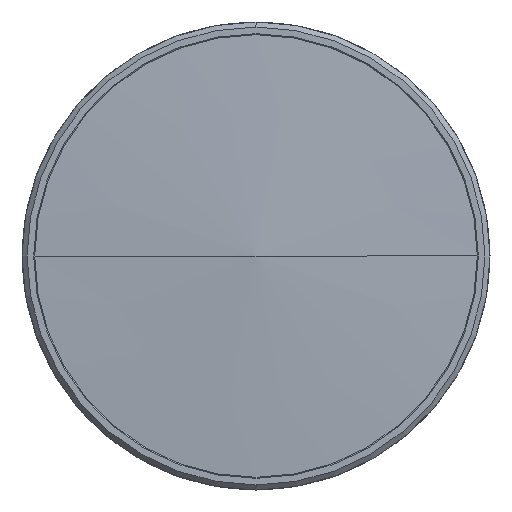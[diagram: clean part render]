
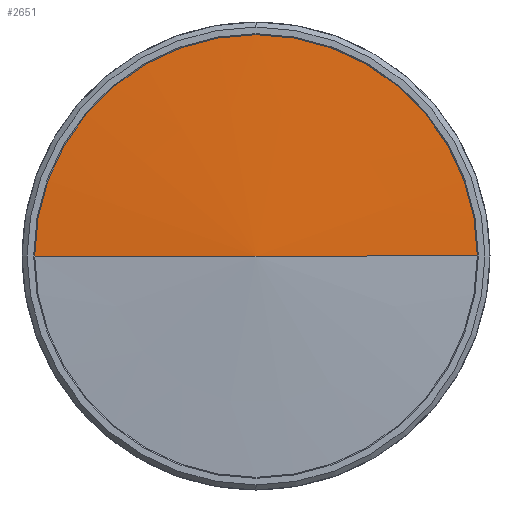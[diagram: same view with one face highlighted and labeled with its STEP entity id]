
A CAD part, left-side view. The second image highlights one B-rep face of the part: STEP entity #2651.
In plain terms, the highlighted conical face has half-angle 86.999 degrees and reference radius 19076 mm.
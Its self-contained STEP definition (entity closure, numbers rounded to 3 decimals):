
#219 = FACE_OUTER_BOUND ( 'NONE', #5904, .T. ) ;
#226 = VECTOR ( 'NONE', #2103, 1000. ) ;
#248 = CARTESIAN_POINT ( 'NONE',  ( 5.701, 0., 0. ) ) ;
#351 = AXIS2_PLACEMENT_3D ( 'NONE', #6680, #3393, #6161 ) ;
#848 = EDGE_CURVE ( 'NONE', #3616, #7177, #6649, .T. ) ;
#906 = DIRECTION ( 'NONE',  ( 0.052, 0.999, 0. ) ) ;
#935 = ORIENTED_EDGE ( 'NONE', *, *, #3033, .F. ) ;
#1072 = CARTESIAN_POINT ( 'NONE',  ( 0., 0., 0. ) ) ;
#1276 = LINE ( 'NONE', #1072, #226 ) ;
#1648 = CARTESIAN_POINT ( 'NONE',  ( 0., 0., 0. ) ) ;
#1853 = CARTESIAN_POINT ( 'NONE',  ( 5.701, 0., 108.75 ) ) ;
#1868 = CONICAL_SURFACE ( 'NONE', #2109, 19075.984, 1.518 ) ;
#2056 = ORIENTED_EDGE ( 'NONE', *, *, #4273, .T. ) ;
#2103 = DIRECTION ( 'NONE',  ( 0.052, -0.999, 0. ) ) ;
#2109 = AXIS2_PLACEMENT_3D ( 'NONE', #5709, #4000, #4549 ) ;
#2508 = VERTEX_POINT ( 'NONE', #7211 ) ;
#2651 = ADVANCED_FACE ( 'NONE', ( #219 ), #1868, .T. ) ;
#2975 = CIRCLE ( 'NONE', #351, 108.75 ) ;
#3006 = CARTESIAN_POINT ( 'NONE',  ( 0., 0., 0. ) ) ;
#3033 = EDGE_CURVE ( 'NONE', #7177, #2508, #2975, .T. ) ;
#3070 = DIRECTION ( 'NONE',  ( 1., 0., 0. ) ) ;
#3393 = DIRECTION ( 'NONE',  ( 1., 0., 0. ) ) ;
#3616 = VERTEX_POINT ( 'NONE', #3874 ) ;
#3874 = CARTESIAN_POINT ( 'NONE',  ( 5.701, 108.75, 0. ) ) ;
#3971 = AXIS2_PLACEMENT_3D ( 'NONE', #248, #3070, #5233 ) ;
#4000 = DIRECTION ( 'NONE',  ( 1., 0., 0. ) ) ;
#4112 = EDGE_CURVE ( 'NONE', #5795, #3616, #5162, .T. ) ;
#4273 = EDGE_CURVE ( 'NONE', #5795, #2508, #1276, .T. ) ;
#4549 = DIRECTION ( 'NONE',  ( 0., 1., 0. ) ) ;
#5162 = LINE ( 'NONE', #3006, #5685 ) ;
#5233 = DIRECTION ( 'NONE',  ( 0., 0., -1. ) ) ;
#5685 = VECTOR ( 'NONE', #906, 1000. ) ;
#5709 = CARTESIAN_POINT ( 'NONE',  ( 1000., 0., 0. ) ) ;
#5795 = VERTEX_POINT ( 'NONE', #1648 ) ;
#5904 = EDGE_LOOP ( 'NONE', ( #6985, #2056, #935, #7069 ) ) ;
#6161 = DIRECTION ( 'NONE',  ( 0., 0., -1. ) ) ;
#6649 = CIRCLE ( 'NONE', #3971, 108.75 ) ;
#6680 = CARTESIAN_POINT ( 'NONE',  ( 5.701, 0., 0. ) ) ;
#6985 = ORIENTED_EDGE ( 'NONE', *, *, #4112, .F. ) ;
#7069 = ORIENTED_EDGE ( 'NONE', *, *, #848, .F. ) ;
#7177 = VERTEX_POINT ( 'NONE', #1853 ) ;
#7211 = CARTESIAN_POINT ( 'NONE',  ( 5.701, -108.75, 0. ) ) ;
